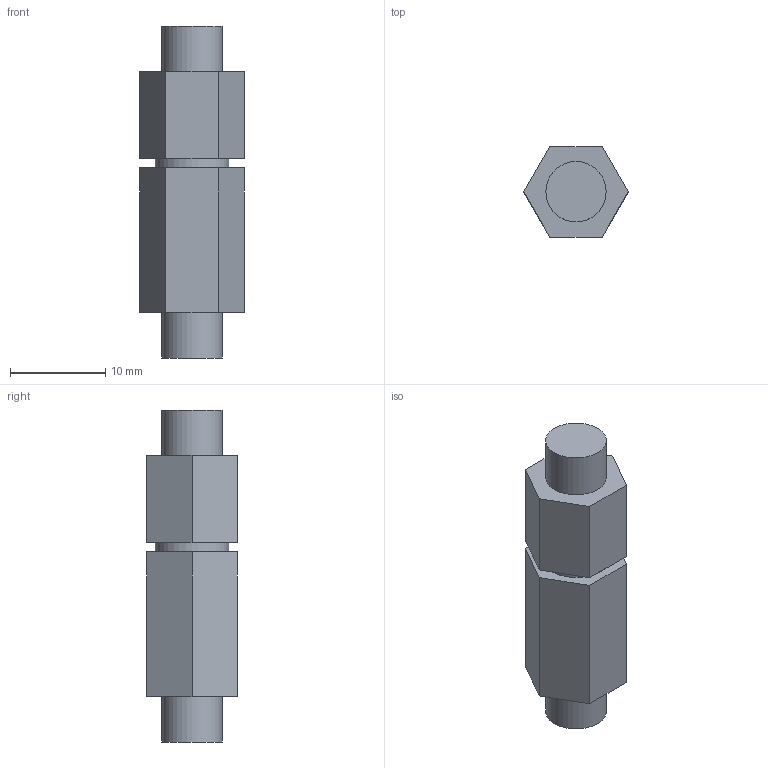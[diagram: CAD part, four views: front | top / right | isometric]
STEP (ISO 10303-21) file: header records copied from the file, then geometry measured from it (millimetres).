
FILE_DESCRIPTION((''),'2;1');
FILE_NAME('idler gear shaft.stp','2012-04-19T01:10:47',('Antonella'),(''),'Autodesk Inventor 2012','Autodesk Inventor 2012','');
FILE_SCHEMA(('AUTOMOTIVE_DESIGN { 1 0 10303 214 1 1 1 1 }'));
Length unit declared in the file: inch
Products named in the file (1): idler gear shaft
Bounding box: 11 x 9.53 x 34.92 mm (x, y, z)
Volume: 2265.6 mm3; surface area: 1240.6 mm2
Topology: 1 solids, 1 shells, 21 faces, 45 edges, 30 vertices
Faces by surface type: plane 18, cylinder 3
Full cylindrical faces by diameter (mm): 6.35 x2, 7.696 x1
Entity records: 578 total; most frequent: CARTESIAN_POINT 94, DIRECTION 92, ORIENTED_EDGE 84, EDGE_CURVE 42, VECTOR 36, LINE 36, VERTEX_POINT 30, AXIS2_PLACEMENT_3D 28
